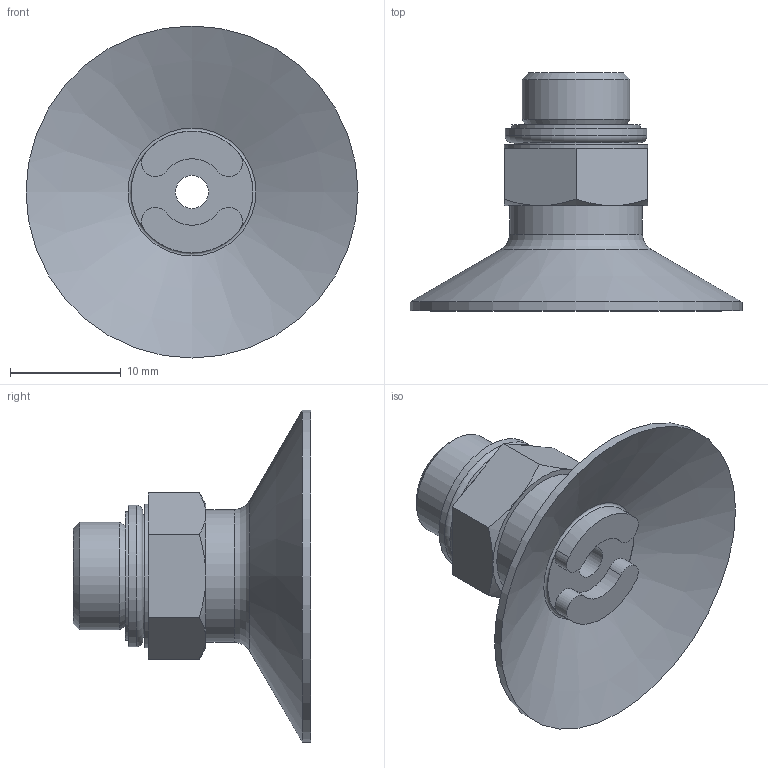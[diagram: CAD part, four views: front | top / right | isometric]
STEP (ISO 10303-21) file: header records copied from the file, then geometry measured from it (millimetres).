
FILE_DESCRIPTION(/* description */ ('STEP AP214'),/* implementation_level */ '2;1');
FILE_NAME(/* name */ '1396090_VAS-30-1_8-PUR-B',/* time_stamp */ '2024-09-10T09:57:33+02:00',/* author */ ('License CC BY-ND 4.0'),/* organization */ ('CADENAS'),/* preprocessor_version */ 'ST-DEVELOPER v19.3',/* originating_system */ 'PARTsolutions',/* authorisation */ ' ');
FILE_SCHEMA (('AUTOMOTIVE_DESIGN {1 0 10303 214 3 1 1}'));
Length unit declared in the file: millimetre
Products named in the file (1): 1396090 VAS-30-1/8-PUR-B
Bounding box: 30 x 21.5 x 30 mm (x, y, z)
Volume: 2852.7 mm3; surface area: 2557.2 mm2
Topology: 1 solids, 1 shells, 49 faces, 106 edges, 64 vertices
Faces by surface type: plane 21, cylinder 15, cone 10, torus 3
Full cylindrical faces by diameter (mm): 3 x1, 9.728 x1, 11 x1, 11.1 x1, 11.6 x1, 12 x1, 12.8 x1, 13 x1, 30 x1
Entity records: 1605 total; most frequent: CARTESIAN_POINT 234, DIRECTION 224, ORIENTED_EDGE 174, AXIS2_PLACEMENT_3D 99, EDGE_CURVE 87, EDGE_LOOP 72, FACE_BOUND 72, VERTEX_POINT 61
